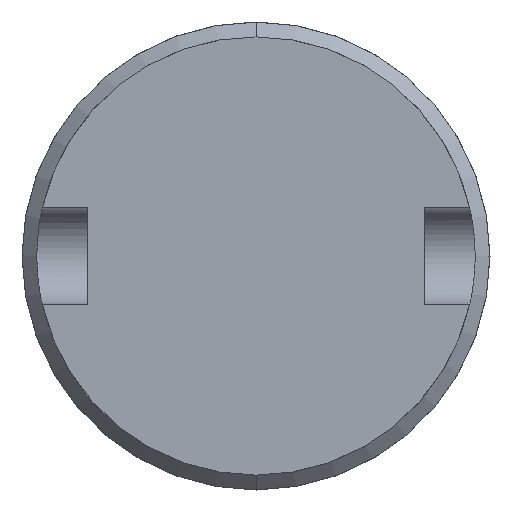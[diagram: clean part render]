
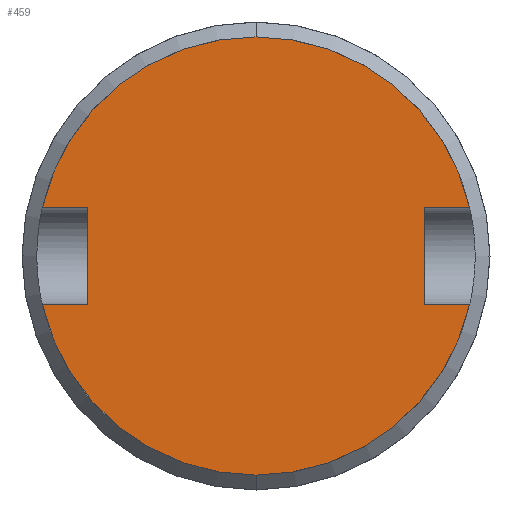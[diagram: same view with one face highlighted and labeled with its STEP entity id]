
A CAD part, front view. The second image highlights one B-rep face of the part: STEP entity #459.
In plain terms, the highlighted planar face has unit normal (0, -1, 0).
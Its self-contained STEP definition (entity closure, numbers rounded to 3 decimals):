
#12 = LINE ( 'NONE', #57, #493 ) ;
#13 = DIRECTION ( 'NONE',  ( 0., 0., 1. ) ) ;
#14 = VECTOR ( 'NONE', #33, 1000. ) ;
#18 = VECTOR ( 'NONE', #199, 1000. ) ;
#23 = CARTESIAN_POINT ( 'NONE',  ( -6.831, -25., -1.984 ) ) ;
#27 = CIRCLE ( 'NONE', #390, 8.895 ) ;
#29 = LINE ( 'NONE', #559, #272 ) ;
#30 = ORIENTED_EDGE ( 'NONE', *, *, #344, .F. ) ;
#31 = LINE ( 'NONE', #379, #69 ) ;
#33 = DIRECTION ( 'NONE',  ( 1., 0., 0. ) ) ;
#38 = AXIS2_PLACEMENT_3D ( 'NONE', #331, #497, #107 ) ;
#49 = EDGE_CURVE ( 'NONE', #139, #313, #395, .T. ) ;
#57 = CARTESIAN_POINT ( 'NONE',  ( 6.831, -25., 1.984 ) ) ;
#67 = VERTEX_POINT ( 'NONE', #347 ) ;
#69 = VECTOR ( 'NONE', #287, 1000. ) ;
#87 = DIRECTION ( 'NONE',  ( 0., 1., 0. ) ) ;
#90 = EDGE_CURVE ( 'NONE', #198, #202, #27, .T. ) ;
#93 = CARTESIAN_POINT ( 'NONE',  ( 6.831, -25., -1.984 ) ) ;
#107 = DIRECTION ( 'NONE',  ( 0., 0., 1. ) ) ;
#109 = VERTEX_POINT ( 'NONE', #207 ) ;
#111 = CARTESIAN_POINT ( 'NONE',  ( 0., -25., 0. ) ) ;
#119 = AXIS2_PLACEMENT_3D ( 'NONE', #249, #283, #556 ) ;
#123 = VERTEX_POINT ( 'NONE', #525 ) ;
#139 = VERTEX_POINT ( 'NONE', #484 ) ;
#143 = ORIENTED_EDGE ( 'NONE', *, *, #90, .F. ) ;
#157 = ORIENTED_EDGE ( 'NONE', *, *, #421, .F. ) ;
#161 = DIRECTION ( 'NONE',  ( 1., 0., 0. ) ) ;
#194 = ORIENTED_EDGE ( 'NONE', *, *, #49, .T. ) ;
#198 = VERTEX_POINT ( 'NONE', #314 ) ;
#199 = DIRECTION ( 'NONE',  ( 0., 0., 1. ) ) ;
#202 = VERTEX_POINT ( 'NONE', #541 ) ;
#207 = CARTESIAN_POINT ( 'NONE',  ( 0., -25., -8.895 ) ) ;
#216 = CARTESIAN_POINT ( 'NONE',  ( 0., -25., 0. ) ) ;
#219 = DIRECTION ( 'NONE',  ( 0., 1., 0. ) ) ;
#225 = CARTESIAN_POINT ( 'NONE',  ( 8.671, -25., 1.984 ) ) ;
#241 = ORIENTED_EDGE ( 'NONE', *, *, #288, .T. ) ;
#249 = CARTESIAN_POINT ( 'NONE',  ( 0., -25., 0. ) ) ;
#269 = CARTESIAN_POINT ( 'NONE',  ( -6.831, -25., 1.984 ) ) ;
#272 = VECTOR ( 'NONE', #161, 1000. ) ;
#283 = DIRECTION ( 'NONE',  ( 0., 1., 0. ) ) ;
#287 = DIRECTION ( 'NONE',  ( -1., 0., 0. ) ) ;
#288 = EDGE_CURVE ( 'NONE', #313, #123, #12, .T. ) ;
#296 = VECTOR ( 'NONE', #354, 1000. ) ;
#297 = CARTESIAN_POINT ( 'NONE',  ( -6.831, -25., -1.984 ) ) ;
#304 = ORIENTED_EDGE ( 'NONE', *, *, #550, .T. ) ;
#306 = VERTEX_POINT ( 'NONE', #311 ) ;
#311 = CARTESIAN_POINT ( 'NONE',  ( -6.831, -25., 1.984 ) ) ;
#313 = VERTEX_POINT ( 'NONE', #547 ) ;
#314 = CARTESIAN_POINT ( 'NONE',  ( -8.671, -25., 1.984 ) ) ;
#323 = PLANE ( 'NONE',  #520 ) ;
#325 = EDGE_LOOP ( 'NONE', ( #194, #241, #304, #352, #143, #30, #157, #545, #423, #355 ) ) ;
#331 = CARTESIAN_POINT ( 'NONE',  ( 0., -25., 0. ) ) ;
#333 = CIRCLE ( 'NONE', #38, 8.895 ) ;
#344 = EDGE_CURVE ( 'NONE', #306, #198, #31, .T. ) ;
#347 = CARTESIAN_POINT ( 'NONE',  ( -8.671, -25., -1.984 ) ) ;
#348 = CARTESIAN_POINT ( 'NONE',  ( 0., -25., 0. ) ) ;
#352 = ORIENTED_EDGE ( 'NONE', *, *, #370, .F. ) ;
#354 = DIRECTION ( 'NONE',  ( -1., 0., 0. ) ) ;
#355 = ORIENTED_EDGE ( 'NONE', *, *, #430, .F. ) ;
#363 = CIRCLE ( 'NONE', #119, 8.895 ) ;
#367 = DIRECTION ( 'NONE',  ( 0., 0., 1. ) ) ;
#370 = EDGE_CURVE ( 'NONE', #202, #529, #400, .T. ) ;
#375 = LINE ( 'NONE', #269, #18 ) ;
#379 = CARTESIAN_POINT ( 'NONE',  ( -6.831, -25., 1.984 ) ) ;
#384 = EDGE_CURVE ( 'NONE', #109, #67, #363, .T. ) ;
#390 = AXIS2_PLACEMENT_3D ( 'NONE', #216, #219, #13 ) ;
#395 = LINE ( 'NONE', #93, #296 ) ;
#400 = CIRCLE ( 'NONE', #469, 8.895 ) ;
#415 = DIRECTION ( 'NONE',  ( 0., 0., 1. ) ) ;
#421 = EDGE_CURVE ( 'NONE', #509, #306, #375, .T. ) ;
#423 = ORIENTED_EDGE ( 'NONE', *, *, #384, .F. ) ;
#429 = FACE_OUTER_BOUND ( 'NONE', #325, .T. ) ;
#430 = EDGE_CURVE ( 'NONE', #139, #109, #333, .T. ) ;
#459 = ADVANCED_FACE ( 'NONE', ( #429 ), #323, .F. ) ;
#469 = AXIS2_PLACEMENT_3D ( 'NONE', #348, #87, #535 ) ;
#473 = LINE ( 'NONE', #297, #14 ) ;
#484 = CARTESIAN_POINT ( 'NONE',  ( 8.671, -25., -1.984 ) ) ;
#493 = VECTOR ( 'NONE', #415, 1000. ) ;
#497 = DIRECTION ( 'NONE',  ( 0., 1., 0. ) ) ;
#504 = DIRECTION ( 'NONE',  ( 0., 1., 0. ) ) ;
#509 = VERTEX_POINT ( 'NONE', #23 ) ;
#520 = AXIS2_PLACEMENT_3D ( 'NONE', #111, #504, #367 ) ;
#525 = CARTESIAN_POINT ( 'NONE',  ( 6.831, -25., 1.984 ) ) ;
#529 = VERTEX_POINT ( 'NONE', #225 ) ;
#535 = DIRECTION ( 'NONE',  ( 0., 0., 1. ) ) ;
#541 = CARTESIAN_POINT ( 'NONE',  ( 0., -25., 8.895 ) ) ;
#545 = ORIENTED_EDGE ( 'NONE', *, *, #563, .F. ) ;
#547 = CARTESIAN_POINT ( 'NONE',  ( 6.831, -25., -1.984 ) ) ;
#550 = EDGE_CURVE ( 'NONE', #123, #529, #29, .T. ) ;
#556 = DIRECTION ( 'NONE',  ( 0., 0., 1. ) ) ;
#559 = CARTESIAN_POINT ( 'NONE',  ( 6.831, -25., 1.984 ) ) ;
#563 = EDGE_CURVE ( 'NONE', #67, #509, #473, .T. ) ;
